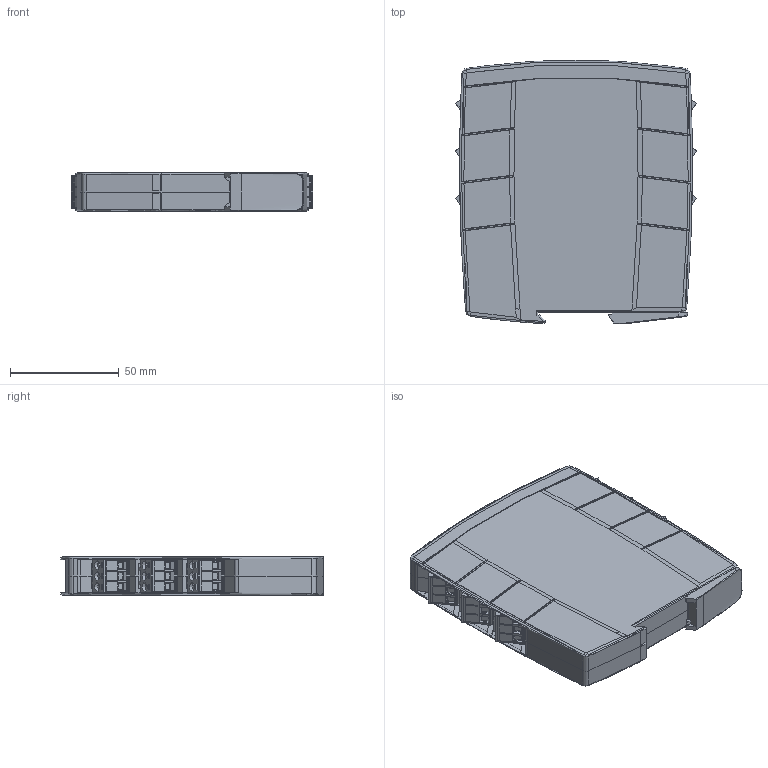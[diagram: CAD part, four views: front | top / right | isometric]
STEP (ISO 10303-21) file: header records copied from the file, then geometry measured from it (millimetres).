
FILE_DESCRIPTION( ( 'STEP AP203' ), '1' );
FILE_NAME( 'SMS31.stp', '2020-12-04T16:09:06', ( 'License CC BY-ND 4.0' ), ( 'CADENAS' ), ' ', 'PARTsolutions', ' ' );
FILE_SCHEMA( ( 'CONFIG_CONTROL_DESIGN' ) );
Length unit declared in the file: millimetre
Products named in the file (26): SMS31; 1
Assembly tree (25 placements, depth 2):
  SMS31
    1
    1
    1
    1
    1
    1
    1
    1
    1
    1
    1
    1
    1
    1
    1
    1
    1
    1
    1
    1
    1
    1
    1
    1
    1
Bounding box: 110.79 x 121.02 x 17.8 mm (x, y, z)
Volume: 41.8 mm3; surface area: 61232.5 mm2
Topology: 24 solids, 2752 shells, 2912 faces, 15426 edges, 15240 vertices
Faces by surface type: plane 2357, cylinder 378, bspline 169, cone 6, torus 2
Full cylindrical faces by diameter (mm): 0.744 x4, 0.804 x3, 3.783 x18, 4 x18
Entity records: 148957 total; most frequent: CARTESIAN_POINT 66514, ORIENTED_EDGE 15780, EDGE_CURVE 15375, VERTEX_POINT 15240, B_SPLINE_CURVE_WITH_KNOTS 14957, DIRECTION 5546, EDGE_LOOP 3158, FACE_BOUND 2974
